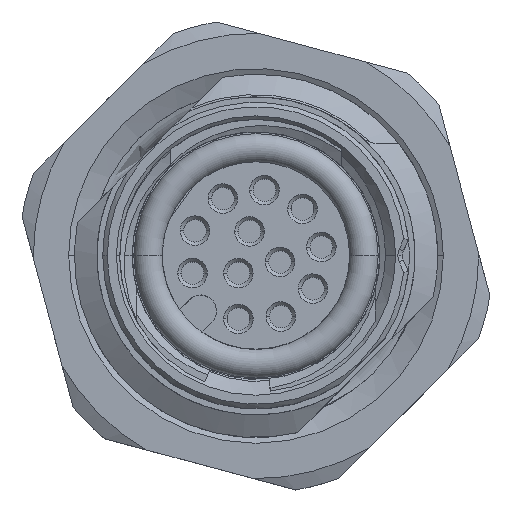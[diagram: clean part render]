
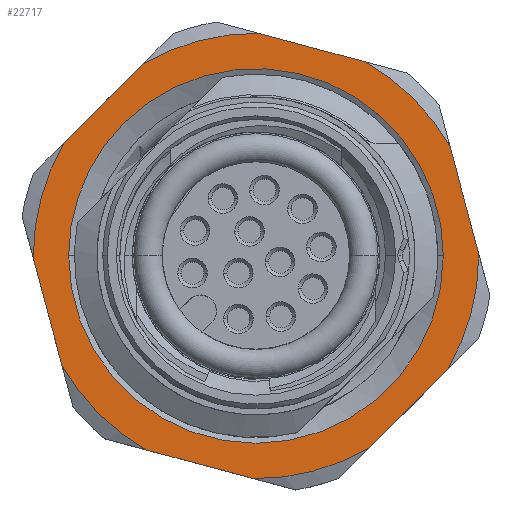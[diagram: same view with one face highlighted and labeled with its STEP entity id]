
A CAD part, top view. The second image highlights one B-rep face of the part: STEP entity #22717.
In plain terms, the highlighted planar face has unit normal (0, 0, 1).
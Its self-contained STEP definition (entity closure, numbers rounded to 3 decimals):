
#11684=CARTESIAN_POINT('',(-8.25,0.,3.25));
#11685=VERTEX_POINT('',#11684);
#11686=CARTESIAN_POINT('',(-5.834,5.834,3.25));
#11687=VERTEX_POINT('',#11686);
#11688=CARTESIAN_POINT('',(0.,0.,3.25));
#11689=DIRECTION('',(0.,0.,-1.));
#11690=DIRECTION('',(1.,0.,0.));
#11691=AXIS2_PLACEMENT_3D('',#11688,#11689,#11690);
#11692=CIRCLE('',#11691,8.25);
#11693=EDGE_CURVE('',#11685,#11687,#11692,.T.);
#11748=CARTESIAN_POINT('',(8.25,0.,3.25));
#11749=VERTEX_POINT('',#11748);
#11756=CARTESIAN_POINT('',(0.,0.,3.25));
#11757=DIRECTION('',(0.,0.,-1.));
#11758=DIRECTION('',(1.,0.,0.));
#11759=AXIS2_PLACEMENT_3D('',#11756,#11757,#11758);
#11760=CIRCLE('',#11759,8.25);
#11761=EDGE_CURVE('',#11687,#11749,#11760,.T.);
#22514=CARTESIAN_POINT('',(-8.438,4.997,3.25));
#22515=VERTEX_POINT('',#22514);
#22522=CARTESIAN_POINT('',(-4.997,8.438,3.25));
#22523=VERTEX_POINT('',#22522);
#22524=CARTESIAN_POINT('',(-8737.49,-8724.055,3.25));
#22525=DIRECTION('',(0.707,0.707,0.));
#22526=VECTOR('',#22525,24690.);
#22527=LINE('',#22524,#22526);
#22528=EDGE_CURVE('',#22515,#22523,#22527,.T.);
#22559=CARTESIAN_POINT('',(-9.807,0.,3.25));
#22560=VERTEX_POINT('',#22559);
#22561=CARTESIAN_POINT('',(0.,0.,3.25));
#22562=DIRECTION('',(0.,0.,-1.));
#22563=DIRECTION('',(-1.,0.,0.));
#22564=AXIS2_PLACEMENT_3D('',#22561,#22562,#22563);
#22565=CIRCLE('',#22564,9.807);
#22566=EDGE_CURVE('',#22560,#22515,#22565,.T.);
#22596=CARTESIAN_POINT('',(0.,0.,3.25));
#22597=DIRECTION('',(0.,0.,-1.));
#22598=DIRECTION('',(-0.707,0.707,0.));
#22599=AXIS2_PLACEMENT_3D('',#22596,#22597,#22598);
#22600=PLANE('',#22599);
#22601=CARTESIAN_POINT('',(-8.547,-4.809,3.25));
#22602=VERTEX_POINT('',#22601);
#22603=CARTESIAN_POINT('',(-4.809,-8.547,3.25));
#22604=VERTEX_POINT('',#22603);
#22605=CARTESIAN_POINT('',(0.,0.,3.25));
#22606=DIRECTION('',(0.,0.,1.));
#22607=DIRECTION('',(-1.,0.,0.));
#22608=AXIS2_PLACEMENT_3D('',#22605,#22606,#22607);
#22609=CIRCLE('',#22608,9.807);
#22610=EDGE_CURVE('',#22602,#22604,#22609,.T.);
#22611=ORIENTED_EDGE('',*,*,#22610,.T.);
#22612=CARTESIAN_POINT('',(-0.109,-9.806,3.25));
#22613=VERTEX_POINT('',#22612);
#22614=CARTESIAN_POINT('',(11923.998,-3204.861,3.25));
#22615=DIRECTION('',(-0.966,0.259,-0.));
#22616=VECTOR('',#22615,24690.);
#22617=LINE('',#22614,#22616);
#22618=EDGE_CURVE('',#22613,#22604,#22617,.T.);
#22619=ORIENTED_EDGE('',*,*,#22618,.F.);
#22620=CARTESIAN_POINT('',(4.997,-8.438,3.25));
#22621=VERTEX_POINT('',#22620);
#22622=CARTESIAN_POINT('',(0.,0.,3.25));
#22623=DIRECTION('',(-0.,-0.,-1.));
#22624=DIRECTION('',(-1.,0.,0.));
#22625=AXIS2_PLACEMENT_3D('',#22622,#22623,#22624);
#22626=CIRCLE('',#22625,9.807);
#22627=EDGE_CURVE('',#22621,#22613,#22626,.T.);
#22628=ORIENTED_EDGE('',*,*,#22627,.F.);
#22629=CARTESIAN_POINT('',(8.438,-4.997,3.25));
#22630=VERTEX_POINT('',#22629);
#22631=CARTESIAN_POINT('',(8737.49,8724.055,3.25));
#22632=DIRECTION('',(-0.707,-0.707,-0.));
#22633=VECTOR('',#22632,24690.);
#22634=LINE('',#22631,#22633);
#22635=EDGE_CURVE('',#22630,#22621,#22634,.T.);
#22636=ORIENTED_EDGE('',*,*,#22635,.F.);
#22637=CARTESIAN_POINT('',(9.807,-0.,3.25));
#22638=VERTEX_POINT('',#22637);
#22639=CARTESIAN_POINT('',(0.,0.,3.25));
#22640=DIRECTION('',(-0.,-0.,-1.));
#22641=DIRECTION('',(-1.,0.,0.));
#22642=AXIS2_PLACEMENT_3D('',#22639,#22640,#22641);
#22643=CIRCLE('',#22642,9.807);
#22644=EDGE_CURVE('',#22638,#22630,#22643,.T.);
#22645=ORIENTED_EDGE('',*,*,#22644,.F.);
#22646=CARTESIAN_POINT('',(9.806,0.109,3.25));
#22647=VERTEX_POINT('',#22646);
#22648=CARTESIAN_POINT('',(0.,0.,3.25));
#22649=DIRECTION('',(-0.,-0.,-1.));
#22650=DIRECTION('',(-1.,0.,0.));
#22651=AXIS2_PLACEMENT_3D('',#22648,#22649,#22650);
#22652=CIRCLE('',#22651,9.807);
#22653=EDGE_CURVE('',#22647,#22638,#22652,.T.);
#22654=ORIENTED_EDGE('',*,*,#22653,.F.);
#22655=CARTESIAN_POINT('',(8.547,4.809,3.25));
#22656=VERTEX_POINT('',#22655);
#22657=CARTESIAN_POINT('',(-3186.508,11928.916,3.25));
#22658=DIRECTION('',(0.259,-0.966,-0.));
#22659=VECTOR('',#22658,24690.);
#22660=LINE('',#22657,#22659);
#22661=EDGE_CURVE('',#22656,#22647,#22660,.T.);
#22662=ORIENTED_EDGE('',*,*,#22661,.F.);
#22663=CARTESIAN_POINT('',(4.809,8.547,3.25));
#22664=VERTEX_POINT('',#22663);
#22665=CARTESIAN_POINT('',(0.,0.,3.25));
#22666=DIRECTION('',(0.,0.,1.));
#22667=DIRECTION('',(-1.,0.,0.));
#22668=AXIS2_PLACEMENT_3D('',#22665,#22666,#22667);
#22669=CIRCLE('',#22668,9.807);
#22670=EDGE_CURVE('',#22656,#22664,#22669,.T.);
#22671=ORIENTED_EDGE('',*,*,#22670,.T.);
#22672=CARTESIAN_POINT('',(0.109,9.806,3.25));
#22673=VERTEX_POINT('',#22672);
#22674=CARTESIAN_POINT('',(-11923.998,3204.861,3.25));
#22675=DIRECTION('',(0.966,-0.259,-0.));
#22676=VECTOR('',#22675,24690.);
#22677=LINE('',#22674,#22676);
#22678=EDGE_CURVE('',#22673,#22664,#22677,.T.);
#22679=ORIENTED_EDGE('',*,*,#22678,.F.);
#22680=CARTESIAN_POINT('',(0.,0.,3.25));
#22681=DIRECTION('',(-0.,-0.,-1.));
#22682=DIRECTION('',(-1.,0.,0.));
#22683=AXIS2_PLACEMENT_3D('',#22680,#22681,#22682);
#22684=CIRCLE('',#22683,9.807);
#22685=EDGE_CURVE('',#22523,#22673,#22684,.T.);
#22686=ORIENTED_EDGE('',*,*,#22685,.F.);
#22687=ORIENTED_EDGE('',*,*,#22528,.F.);
#22688=ORIENTED_EDGE('',*,*,#22566,.F.);
#22689=CARTESIAN_POINT('',(-9.806,-0.109,3.25));
#22690=VERTEX_POINT('',#22689);
#22691=CARTESIAN_POINT('',(0.,0.,3.25));
#22692=DIRECTION('',(-0.,-0.,-1.));
#22693=DIRECTION('',(-1.,0.,0.));
#22694=AXIS2_PLACEMENT_3D('',#22691,#22692,#22693);
#22695=CIRCLE('',#22694,9.807);
#22696=EDGE_CURVE('',#22690,#22560,#22695,.T.);
#22697=ORIENTED_EDGE('',*,*,#22696,.F.);
#22698=CARTESIAN_POINT('',(3186.508,-11928.916,3.25));
#22699=DIRECTION('',(-0.259,0.966,-0.));
#22700=VECTOR('',#22699,24690.);
#22701=LINE('',#22698,#22700);
#22702=EDGE_CURVE('',#22602,#22690,#22701,.T.);
#22703=ORIENTED_EDGE('',*,*,#22702,.F.);
#22704=EDGE_LOOP('',(#22611,#22619,#22628,#22636,#22645,#22654,#22662,#22671,#22679,#22686,#22687,#22688,#22697,#22703));
#22705=FACE_BOUND('',#22704,.T.);
#22706=ORIENTED_EDGE('',*,*,#11693,.T.);
#22707=ORIENTED_EDGE('',*,*,#11761,.T.);
#22708=CARTESIAN_POINT('',(0.,0.,3.25));
#22709=DIRECTION('',(-0.,0.,-1.));
#22710=DIRECTION('',(1.,0.,0.));
#22711=AXIS2_PLACEMENT_3D('',#22708,#22709,#22710);
#22712=CIRCLE('',#22711,8.25);
#22713=EDGE_CURVE('',#11749,#11685,#22712,.T.);
#22714=ORIENTED_EDGE('',*,*,#22713,.T.);
#22715=EDGE_LOOP('',(#22706,#22707,#22714));
#22716=FACE_BOUND('',#22715,.T.);
#22717=ADVANCED_FACE('',(#22705,#22716),#22600,.F.);
